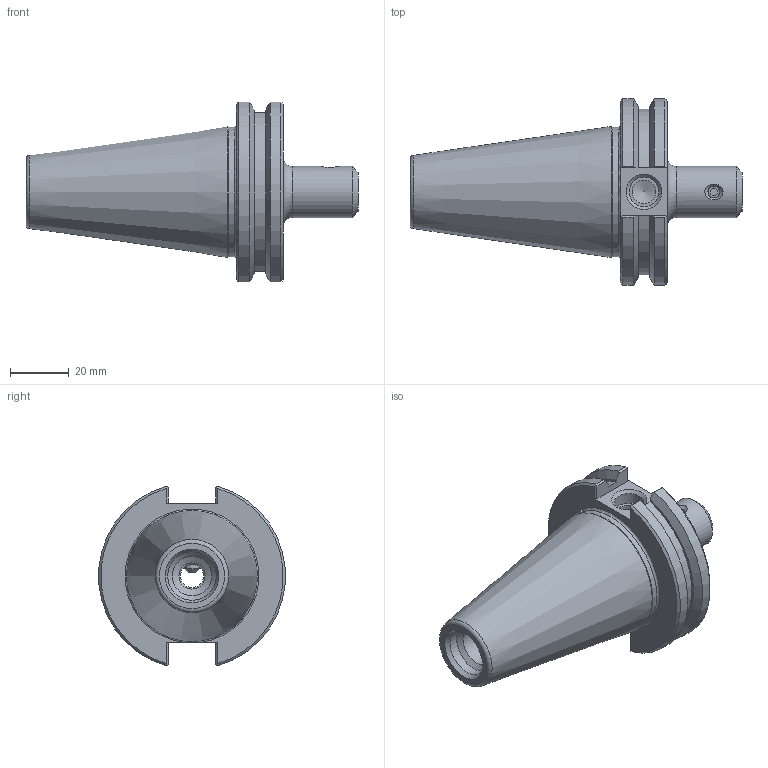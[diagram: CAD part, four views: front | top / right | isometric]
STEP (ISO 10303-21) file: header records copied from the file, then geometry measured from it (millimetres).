
FILE_DESCRIPTION((''),'2;1');
FILE_NAME('C40-01EM1.stp','2014-07-16T10:36:56',('kaykin'),(''),'Autodesk Inventor 2012','Autodesk Inventor 2012','');
FILE_SCHEMA(('AUTOMOTIVE_DESIGN { 1 0 10303 214 1 1 1 1 }'));
Length unit declared in the file: inch
Products named in the file (3): C40-01EM1; C40-01EM1-1; 029-014
Assembly tree (2 placements, depth 2):
  C40-01EM1
    C40-01EM1-1
    029-014
Bounding box: 112.71 x 63.26 x 61.05 mm (x, y, z)
Volume: 105297 mm3; surface area: 22384.2 mm2
Topology: 2 solids, 2 shells, 80 faces, 207 edges, 134 vertices
Faces by surface type: plane 40, cone 21, cylinder 16, torus 3
Full cylindrical faces by diameter (mm): 3.962 x1, 4.826 x1, 7.925 x1, 8 x1, 8.89 x1, 10.046 x1, 13.386 x1, 16.459 x1, 17.45 x1, 43.942 x1
Entity records: 2454 total; most frequent: CARTESIAN_POINT 528, DIRECTION 359, ORIENTED_EDGE 348, EDGE_CURVE 174, AXIS2_PLACEMENT_3D 136, VERTEX_POINT 127, EDGE_LOOP 113, VECTOR 87
